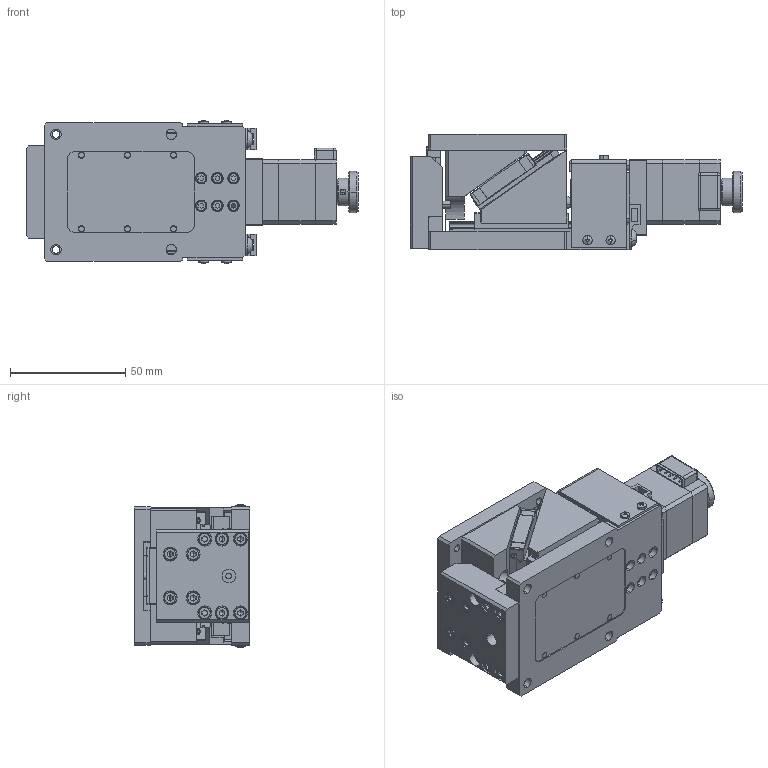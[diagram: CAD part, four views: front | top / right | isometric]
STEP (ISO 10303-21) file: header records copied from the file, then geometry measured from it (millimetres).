
FILE_DESCRIPTION (( 'STEP AP203' ), '1' );
FILE_NAME ('TBZF6-60.STEP', '2022-02-10T09:07:05', ( '' ), ( '' ), 'SwSTEP 2.0', 'SolidWorks 2017', '' );
FILE_SCHEMA (( 'CONFIG_CONTROL_DESIGN' ));
Length unit declared in the file: millimetre
Products named in the file (1): TBZF6-60
Bounding box: 144 x 50.03 x 62.15 mm (x, y, z)
Surface area: 67781.2 mm2 (no closed solid volume)
Topology: 0 solids, 93 shells, 1064 faces, 3973 edges, 2875 vertices
Faces by surface type: plane 662, cylinder 275, torus 60, cone 40, sphere 16, bspline 11
Entity records: 46470 total; most frequent: CARTESIAN_POINT 12943, DIRECTION 7111, ORIENTED_EDGE 6020, EDGE_CURVE 3943, VERTEX_POINT 2875, LINE 2461, VECTOR 2461, AXIS2_PLACEMENT_3D 2325
